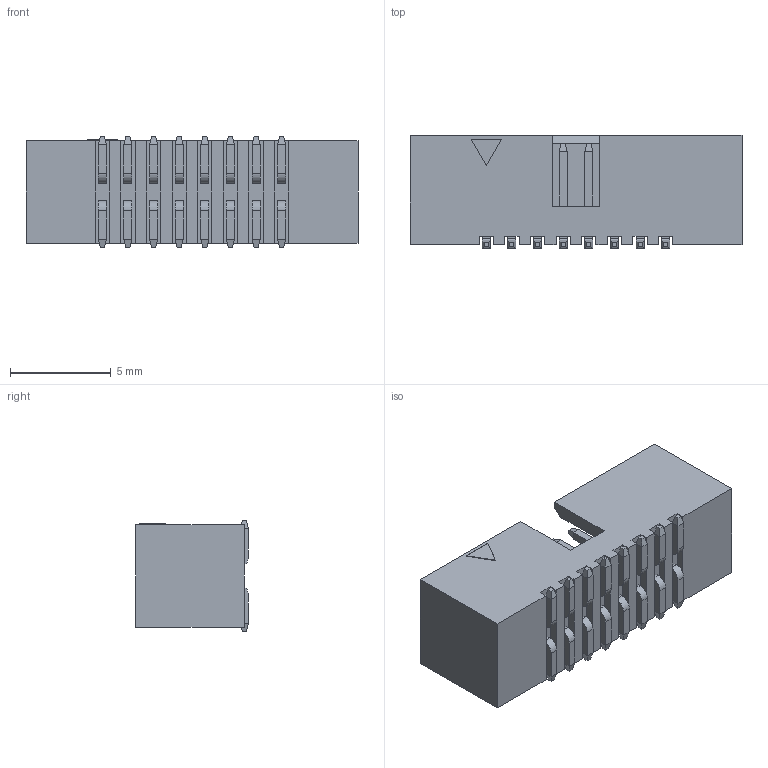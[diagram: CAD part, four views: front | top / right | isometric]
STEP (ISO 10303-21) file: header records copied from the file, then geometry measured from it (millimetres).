
FILE_DESCRIPTION (( 'STEP AP214' ), '1' );
FILE_NAME ('3220-16-0300.STEP', '2017-08-21T14:52:28', ( '' ), ( '' ), 'SwSTEP 2.0', 'SolidWorks 2016', '' );
FILE_SCHEMA (( 'AUTOMOTIVE_DESIGN' ));
Length unit declared in the file: millimetre
Products named in the file (3): 00-T-SMT; 00-H; 3220-16-0300
Assembly tree (2 placements, depth 2):
  3220-16-0300
    00-H
    00-T-SMT
Bounding box: 16.46 x 5.6 x 5.5 mm (x, y, z)
Volume: 255.3 mm3; surface area: 716.1 mm2
Topology: 17 solids, 17 shells, 343 faces, 792 edges, 484 vertices
Faces by surface type: plane 311, cylinder 32
Entity records: 9639 total; most frequent: CARTESIAN_POINT 1624, ORIENTED_EDGE 1584, DIRECTION 1552, EDGE_CURVE 792, VECTOR 728, LINE 728, VERTEX_POINT 484, AXIS2_PLACEMENT_3D 412
